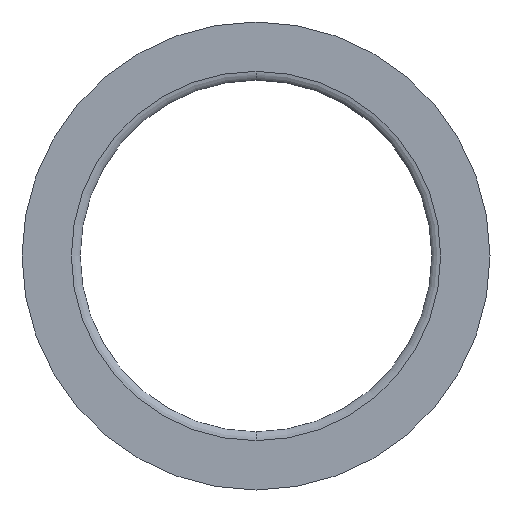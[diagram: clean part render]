
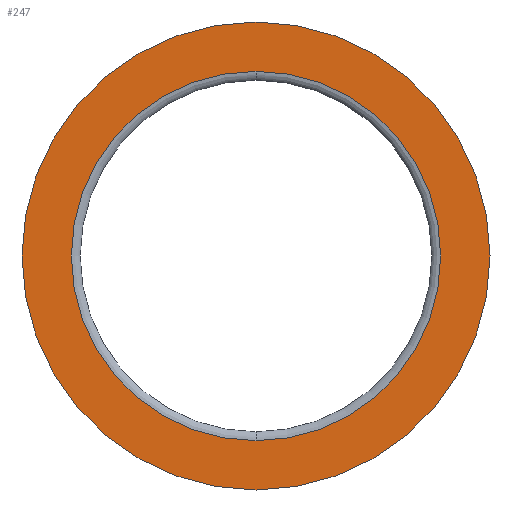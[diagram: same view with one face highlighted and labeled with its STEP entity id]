
A CAD part, front view. The second image highlights one B-rep face of the part: STEP entity #247.
In plain terms, the highlighted planar face has unit normal (0, -1, 0).
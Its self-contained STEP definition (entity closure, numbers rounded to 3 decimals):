
#7 = DIRECTION ( 'NONE',  ( 0., 0., 1. ) ) ;
#10 = DIRECTION ( 'NONE',  ( 0., 0., 1. ) ) ;
#15 = DIRECTION ( 'NONE',  ( 0., 1., 0. ) ) ;
#21 = ORIENTED_EDGE ( 'NONE', *, *, #217, .F. ) ;
#40 = CARTESIAN_POINT ( 'NONE',  ( 0., 0., 0. ) ) ;
#44 = DIRECTION ( 'NONE',  ( 0., 1., 0. ) ) ;
#73 = CARTESIAN_POINT ( 'NONE',  ( 0., 0., 0. ) ) ;
#74 = PLANE ( 'NONE',  #231 ) ;
#89 = VERTEX_POINT ( 'NONE', #257 ) ;
#90 = CARTESIAN_POINT ( 'NONE',  ( 0., 0., 83.65 ) ) ;
#114 = EDGE_LOOP ( 'NONE', ( #417, #21 ) ) ;
#177 = VERTEX_POINT ( 'NONE', #342 ) ;
#195 = FACE_OUTER_BOUND ( 'NONE', #114, .T. ) ;
#217 = EDGE_CURVE ( 'NONE', #177, #89, #274, .T. ) ;
#224 = EDGE_CURVE ( 'NONE', #311, #414, #390, .T. ) ;
#231 = AXIS2_PLACEMENT_3D ( 'NONE', #267, #306, #371 ) ;
#239 = DIRECTION ( 'NONE',  ( 0., 1., 0. ) ) ;
#247 = ADVANCED_FACE ( 'NONE', ( #409, #195 ), #74, .T. ) ;
#252 = AXIS2_PLACEMENT_3D ( 'NONE', #73, #44, #374 ) ;
#254 = CARTESIAN_POINT ( 'NONE',  ( 0., 0., -83.65 ) ) ;
#257 = CARTESIAN_POINT ( 'NONE',  ( 0., 0., 106. ) ) ;
#266 = EDGE_CURVE ( 'NONE', #89, #177, #277, .T. ) ;
#267 = CARTESIAN_POINT ( 'NONE',  ( -106., 0., 0. ) ) ;
#274 = CIRCLE ( 'NONE', #335, 106. ) ;
#277 = CIRCLE ( 'NONE', #316, 106. ) ;
#281 = ORIENTED_EDGE ( 'NONE', *, *, #425, .T. ) ;
#285 = AXIS2_PLACEMENT_3D ( 'NONE', #362, #239, #392 ) ;
#287 = EDGE_LOOP ( 'NONE', ( #380, #281 ) ) ;
#306 = DIRECTION ( 'NONE',  ( 0., -1., 0. ) ) ;
#309 = CARTESIAN_POINT ( 'NONE',  ( 0., 0., 0. ) ) ;
#311 = VERTEX_POINT ( 'NONE', #90 ) ;
#316 = AXIS2_PLACEMENT_3D ( 'NONE', #309, #15, #7 ) ;
#335 = AXIS2_PLACEMENT_3D ( 'NONE', #40, #338, #10 ) ;
#338 = DIRECTION ( 'NONE',  ( 0., 1., 0. ) ) ;
#342 = CARTESIAN_POINT ( 'NONE',  ( 0., 0., -106. ) ) ;
#362 = CARTESIAN_POINT ( 'NONE',  ( 0., 0., 0. ) ) ;
#368 = CIRCLE ( 'NONE', #285, 83.65 ) ;
#371 = DIRECTION ( 'NONE',  ( 0., 0., -1. ) ) ;
#374 = DIRECTION ( 'NONE',  ( 0., 0., 1. ) ) ;
#380 = ORIENTED_EDGE ( 'NONE', *, *, #224, .T. ) ;
#390 = CIRCLE ( 'NONE', #252, 83.65 ) ;
#392 = DIRECTION ( 'NONE',  ( 0., 0., 1. ) ) ;
#409 = FACE_BOUND ( 'NONE', #287, .T. ) ;
#414 = VERTEX_POINT ( 'NONE', #254 ) ;
#417 = ORIENTED_EDGE ( 'NONE', *, *, #266, .F. ) ;
#425 = EDGE_CURVE ( 'NONE', #414, #311, #368, .T. ) ;
